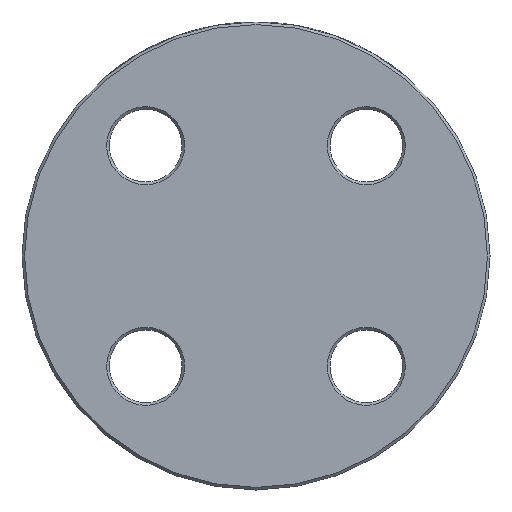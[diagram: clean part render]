
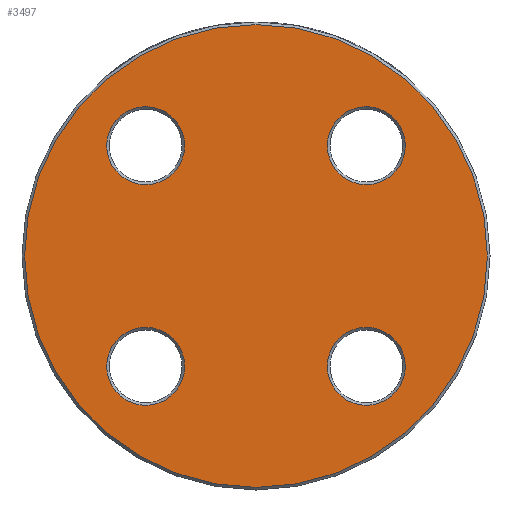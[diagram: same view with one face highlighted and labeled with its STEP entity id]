
A CAD part, left-side view. The second image highlights one B-rep face of the part: STEP entity #3497.
In plain terms, the highlighted planar face has unit normal (-1, 0, 0).
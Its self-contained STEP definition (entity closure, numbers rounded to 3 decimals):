
#156 = ORIENTED_EDGE ( 'NONE', *, *, #2296, .T. ) ;
#167 = CARTESIAN_POINT ( 'NONE',  ( 0., -21.213, 13.713 ) ) ;
#312 = EDGE_CURVE ( 'NONE', #4388, #4388, #5365, .T. ) ;
#412 = AXIS2_PLACEMENT_3D ( 'NONE', #1205, #3957, #5341 ) ;
#551 = AXIS2_PLACEMENT_3D ( 'NONE', #701, #2109, #3838 ) ;
#583 = AXIS2_PLACEMENT_3D ( 'NONE', #4430, #2089, #5807 ) ;
#679 = CARTESIAN_POINT ( 'NONE',  ( 0., 21.213, 13.713 ) ) ;
#682 = ORIENTED_EDGE ( 'NONE', *, *, #915, .T. ) ;
#701 = CARTESIAN_POINT ( 'NONE',  ( 0., 0., 0. ) ) ;
#708 = CARTESIAN_POINT ( 'NONE',  ( 0., 0., -44.5 ) ) ;
#775 = CARTESIAN_POINT ( 'NONE',  ( 0., -21.213, -21.213 ) ) ;
#777 = VERTEX_POINT ( 'NONE', #167 ) ;
#915 = EDGE_CURVE ( 'NONE', #4327, #4327, #4596, .T. ) ;
#946 = EDGE_LOOP ( 'NONE', ( #4922 ) ) ;
#997 = FACE_OUTER_BOUND ( 'NONE', #4924, .T. ) ;
#1148 = DIRECTION ( 'NONE',  ( 0., 0., -1. ) ) ;
#1150 = CARTESIAN_POINT ( 'NONE',  ( 0., -21.213, -28.713 ) ) ;
#1183 = EDGE_CURVE ( 'NONE', #3935, #3935, #3344, .T. ) ;
#1205 = CARTESIAN_POINT ( 'NONE',  ( 0., -21.213, 21.213 ) ) ;
#1612 = AXIS2_PLACEMENT_3D ( 'NONE', #4832, #2966, #3446 ) ;
#1694 = EDGE_LOOP ( 'NONE', ( #682 ) ) ;
#1794 = PLANE ( 'NONE',  #5534 ) ;
#2089 = DIRECTION ( 'NONE',  ( 1., 0., 0. ) ) ;
#2109 = DIRECTION ( 'NONE',  ( -1., 0., 0. ) ) ;
#2296 = EDGE_CURVE ( 'NONE', #777, #777, #5004, .T. ) ;
#2307 = ORIENTED_EDGE ( 'NONE', *, *, #5675, .T. ) ;
#2691 = FACE_BOUND ( 'NONE', #5081, .T. ) ;
#2966 = DIRECTION ( 'NONE',  ( 1., 0., 0. ) ) ;
#3121 = CIRCLE ( 'NONE', #551, 44.5 ) ;
#3176 = DIRECTION ( 'NONE',  ( 1., 0., 0. ) ) ;
#3344 = CIRCLE ( 'NONE', #4294, 7.5 ) ;
#3446 = DIRECTION ( 'NONE',  ( 0., 0., -1. ) ) ;
#3497 = ADVANCED_FACE ( 'NONE', ( #997, #5130, #2691, #5906, #5454 ), #1794, .F. ) ;
#3623 = CARTESIAN_POINT ( 'NONE',  ( 0., 0., 0. ) ) ;
#3786 = ORIENTED_EDGE ( 'NONE', *, *, #1183, .T. ) ;
#3838 = DIRECTION ( 'NONE',  ( 0., 0., -1. ) ) ;
#3933 = DIRECTION ( 'NONE',  ( 1., 0., 0. ) ) ;
#3935 = VERTEX_POINT ( 'NONE', #1150 ) ;
#3957 = DIRECTION ( 'NONE',  ( 1., 0., 0. ) ) ;
#4294 = AXIS2_PLACEMENT_3D ( 'NONE', #775, #3933, #1148 ) ;
#4327 = VERTEX_POINT ( 'NONE', #679 ) ;
#4388 = VERTEX_POINT ( 'NONE', #5652 ) ;
#4430 = CARTESIAN_POINT ( 'NONE',  ( 0., 21.213, 21.213 ) ) ;
#4596 = CIRCLE ( 'NONE', #583, 7.5 ) ;
#4832 = CARTESIAN_POINT ( 'NONE',  ( 0., 21.213, -21.213 ) ) ;
#4922 = ORIENTED_EDGE ( 'NONE', *, *, #312, .T. ) ;
#4924 = EDGE_LOOP ( 'NONE', ( #2307 ) ) ;
#5004 = CIRCLE ( 'NONE', #412, 7.5 ) ;
#5006 = DIRECTION ( 'NONE',  ( 0., 0., -1. ) ) ;
#5081 = EDGE_LOOP ( 'NONE', ( #156 ) ) ;
#5130 = FACE_BOUND ( 'NONE', #1694, .T. ) ;
#5341 = DIRECTION ( 'NONE',  ( 0., 0., -1. ) ) ;
#5365 = CIRCLE ( 'NONE', #1612, 7.5 ) ;
#5454 = FACE_BOUND ( 'NONE', #946, .T. ) ;
#5534 = AXIS2_PLACEMENT_3D ( 'NONE', #3623, #3176, #5006 ) ;
#5581 = EDGE_LOOP ( 'NONE', ( #3786 ) ) ;
#5652 = CARTESIAN_POINT ( 'NONE',  ( 0., 21.213, -28.713 ) ) ;
#5675 = EDGE_CURVE ( 'NONE', #5680, #5680, #3121, .T. ) ;
#5680 = VERTEX_POINT ( 'NONE', #708 ) ;
#5807 = DIRECTION ( 'NONE',  ( 0., 0., -1. ) ) ;
#5906 = FACE_BOUND ( 'NONE', #5581, .T. ) ;
